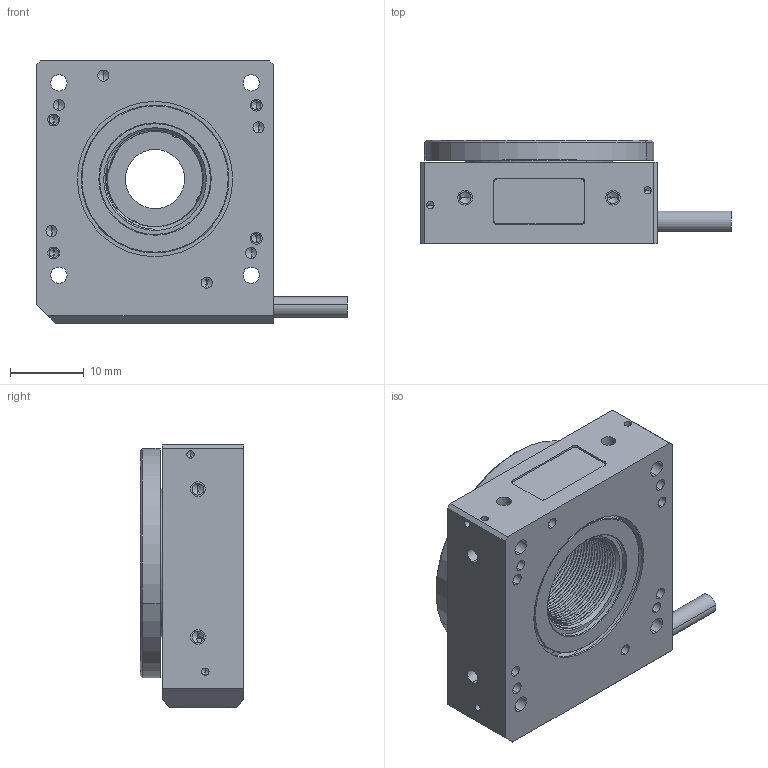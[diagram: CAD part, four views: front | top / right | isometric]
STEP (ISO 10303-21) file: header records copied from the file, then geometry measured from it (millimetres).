
FILE_DESCRIPTION (( 'STEP AP214' ), '1' );
FILE_NAME ('PR-32L-11000.STEP', '2022-01-19T22:25:12', ( '' ), ( '' ), 'SwSTEP 2.0', 'SolidWorks 2020', '' );
FILE_SCHEMA (( 'AUTOMOTIVE_DESIGN' ));
Length unit declared in the file: millimetre
Products named in the file (10): 430761 PR-32L, Rotor, Low Profile; SCREW, MS-PFH, M-DIN_M2 x 0.4 x 04mm; 430767 PR-32L, Motor Cover, Low Profile; PR-32L-11000; 430762 PR-32L, Body, Low Profile; SCREW, MS-PFH, M-DIN_M2 x 0.4 x 06mm; 430415 PPS 20, Back Cover, W20; SCREW, MS-SCH, M-DIN_M1.4 x 0.3 x 04mm; 430760 PR-32L, Carriage, Low Profile; 2.8mm Dia Cable_L23
Assembly tree (14 placements, depth 2):
  PR-32L-11000
    430761 PR-32L, Rotor, Low Profile
    430762 PR-32L, Body, Low Profile
    430760 PR-32L, Carriage, Low Profile
    430767 PR-32L, Motor Cover, Low Profile
    430415 PPS 20, Back Cover, W20
    SCREW, MS-SCH, M-DIN_M1.4 x 0.3 x 04mm  x6
    SCREW, MS-PFH, M-DIN_M2 x 0.4 x 04mm
    SCREW, MS-PFH, M-DIN_M2 x 0.4 x 06mm
    2.8mm Dia Cable_L23
Bounding box: 42 x 14 x 35.5 mm (x, y, z)
Volume: 8957.1 mm3; surface area: 10659.7 mm2
Topology: 14 solids, 14 shells, 643 faces, 1613 edges, 997 vertices
Faces by surface type: cylinder 286, plane 162, cone 135, torus 34, sphere 24, bspline 2
Entity records: 19352 total; most frequent: CARTESIAN_POINT 5624, DIRECTION 2883, ORIENTED_EDGE 2648, EDGE_CURVE 1324, AXIS2_PLACEMENT_3D 1136, VERTEX_POINT 855, EDGE_LOOP 667, LINE 611
